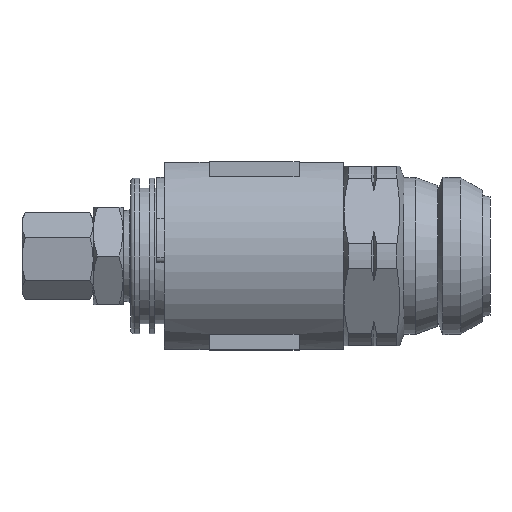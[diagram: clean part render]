
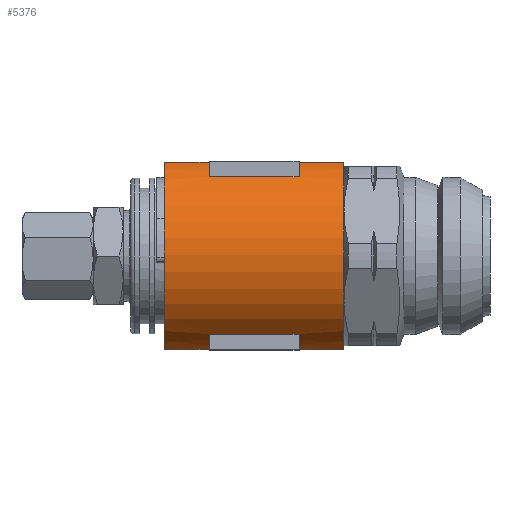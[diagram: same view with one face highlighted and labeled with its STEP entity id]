
A CAD part, left-side view. The second image highlights one B-rep face of the part: STEP entity #5376.
In plain terms, the highlighted cylindrical face has radius 13.5 mm (diameter 27 mm), a partial arc.
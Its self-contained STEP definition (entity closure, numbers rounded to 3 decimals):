
#345 = EDGE_CURVE ( 'NONE', #2097, #2061, #1961, .T. ) ;
#348 = EDGE_CURVE ( 'NONE', #2099, #2097, #5958, .T. ) ;
#351 = EDGE_CURVE ( 'NONE', #2101, #2099, #5964, .T. ) ;
#355 = EDGE_CURVE ( 'NONE', #2103, #2101, #5971, .T. ) ;
#357 = EDGE_CURVE ( 'NONE', #1896, #2103, #5973, .T. ) ;
#365 = EDGE_CURVE ( 'NONE', #2105, #2102, #5978, .T. ) ;
#457 = FACE_OUTER_BOUND ( 'NONE', #2666, .T. ) ;
#465 = CYLINDRICAL_SURFACE ( 'NONE', #5719, 13.5 ) ;
#613 = EDGE_CURVE ( 'NONE', #1897, #1896, #6053, .T. ) ;
#789 = CARTESIAN_POINT ( 'NONE',  ( -5.004, 43.5, 12.538 ) ) ;
#790 = CARTESIAN_POINT ( 'NONE',  ( -5.196, 43.5, -12.46 ) ) ;
#835 = CARTESIAN_POINT ( 'NONE',  ( -5.004, 19.5, 12.538 ) ) ;
#837 = CARTESIAN_POINT ( 'NONE',  ( -5.196, 19.5, -12.46 ) ) ;
#861 = CARTESIAN_POINT ( 'NONE',  ( -5.004, 25.5, 12.538 ) ) ;
#869 = CARTESIAN_POINT ( 'NONE',  ( -5.196, 37.5, -12.46 ) ) ;
#873 = CARTESIAN_POINT ( 'NONE',  ( -8.419, 25.5, 10.553 ) ) ;
#875 = CARTESIAN_POINT ( 'NONE',  ( -8.419, 37.5, 10.553 ) ) ;
#877 = CARTESIAN_POINT ( 'NONE',  ( -8.58, 25.5, -10.422 ) ) ;
#879 = CARTESIAN_POINT ( 'NONE',  ( -5.004, 37.5, 12.538 ) ) ;
#881 = CARTESIAN_POINT ( 'NONE',  ( -5.196, 25.5, -12.46 ) ) ;
#895 = CARTESIAN_POINT ( 'NONE',  ( -8.58, 37.5, -10.422 ) ) ;
#1160 = DIRECTION ( 'NONE',  ( 0., 1., 0. ) ) ;
#1162 = CARTESIAN_POINT ( 'NONE',  ( -5.196, 47.5, -12.46 ) ) ;
#1169 = CARTESIAN_POINT ( 'NONE',  ( 0., 37.5, 0. ) ) ;
#1170 = DIRECTION ( 'NONE',  ( 0., -1., 0. ) ) ;
#1171 = DIRECTION ( 'NONE',  ( 0.008, 0., 1. ) ) ;
#1172 = CARTESIAN_POINT ( 'NONE',  ( -8.58, 47.5, -10.422 ) ) ;
#1173 = DIRECTION ( 'NONE',  ( 0., 1., 0. ) ) ;
#1174 = CARTESIAN_POINT ( 'NONE',  ( -5.196, 47.5, -12.46 ) ) ;
#1175 = DIRECTION ( 'NONE',  ( 0., 1., 0. ) ) ;
#1655 = CARTESIAN_POINT ( 'NONE',  ( 0., 43.5, 0. ) ) ;
#1656 = DIRECTION ( 'NONE',  ( 0., 1., 0. ) ) ;
#1657 = DIRECTION ( 'NONE',  ( -1., 0., 0.008 ) ) ;
#1896 = VERTEX_POINT ( 'NONE', #789 ) ;
#1897 = VERTEX_POINT ( 'NONE', #790 ) ;
#1961 = LINE ( 'NONE', #6604, #3217 ) ;
#1964 = DIRECTION ( 'NONE',  ( -0.008, 0., -1. ) ) ;
#1965 = DIRECTION ( 'NONE',  ( 0., 1., 0. ) ) ;
#1967 = CARTESIAN_POINT ( 'NONE',  ( 0., 25.5, 0. ) ) ;
#2061 = VERTEX_POINT ( 'NONE', #835 ) ;
#2063 = VERTEX_POINT ( 'NONE', #837 ) ;
#2097 = VERTEX_POINT ( 'NONE', #861 ) ;
#2099 = VERTEX_POINT ( 'NONE', #873 ) ;
#2101 = VERTEX_POINT ( 'NONE', #875 ) ;
#2102 = VERTEX_POINT ( 'NONE', #877 ) ;
#2103 = VERTEX_POINT ( 'NONE', #879 ) ;
#2104 = VERTEX_POINT ( 'NONE', #869 ) ;
#2105 = VERTEX_POINT ( 'NONE', #881 ) ;
#2112 = VERTEX_POINT ( 'NONE', #895 ) ;
#2512 = AXIS2_PLACEMENT_3D ( 'NONE', #6593, #6591, #6590 ) ;
#2513 = AXIS2_PLACEMENT_3D ( 'NONE', #6572, #6571, #6570 ) ;
#2514 = AXIS2_PLACEMENT_3D ( 'NONE', #1967, #1965, #1964 ) ;
#2533 = AXIS2_PLACEMENT_3D ( 'NONE', #1655, #1656, #1657 ) ;
#2666 = EDGE_LOOP ( 'NONE', ( #3311, #3315, #3301, #3302, #3307, #3313, #3294, #3314, #3299, #3305, #3300, #3297 ) ) ;
#3217 = VECTOR ( 'NONE', #6603, 1000. ) ;
#3294 = ORIENTED_EDGE ( 'NONE', *, *, #6307, .F. ) ;
#3297 = ORIENTED_EDGE ( 'NONE', *, *, #357, .F. ) ;
#3299 = ORIENTED_EDGE ( 'NONE', *, *, #348, .F. ) ;
#3300 = ORIENTED_EDGE ( 'NONE', *, *, #355, .F. ) ;
#3301 = ORIENTED_EDGE ( 'NONE', *, *, #4984, .F. ) ;
#3302 = ORIENTED_EDGE ( 'NONE', *, *, #4986, .F. ) ;
#3305 = ORIENTED_EDGE ( 'NONE', *, *, #351, .F. ) ;
#3307 = ORIENTED_EDGE ( 'NONE', *, *, #365, .F. ) ;
#3311 = ORIENTED_EDGE ( 'NONE', *, *, #613, .F. ) ;
#3313 = ORIENTED_EDGE ( 'NONE', *, *, #4987, .F. ) ;
#3314 = ORIENTED_EDGE ( 'NONE', *, *, #345, .F. ) ;
#3315 = ORIENTED_EDGE ( 'NONE', *, *, #4981, .F. ) ;
#3588 = AXIS2_PLACEMENT_3D ( 'NONE', #6764, #6765, #6766 ) ;
#4665 = DIRECTION ( 'NONE',  ( 0., 1., 0. ) ) ;
#4676 = CARTESIAN_POINT ( 'NONE',  ( 0., 47.5, 0. ) ) ;
#4684 = DIRECTION ( 'NONE',  ( 0.008, 0., 1. ) ) ;
#4981 = EDGE_CURVE ( 'NONE', #2104, #1897, #8487, .T. ) ;
#4984 = EDGE_CURVE ( 'NONE', #2112, #2104, #8491, .T. ) ;
#4986 = EDGE_CURVE ( 'NONE', #2102, #2112, #8498, .T. ) ;
#4987 = EDGE_CURVE ( 'NONE', #2063, #2105, #8500, .T. ) ;
#5376 = ADVANCED_FACE ( 'NONE', ( #457 ), #465, .T. ) ;
#5719 = AXIS2_PLACEMENT_3D ( 'NONE', #4676, #4665, #4684 ) ;
#5958 = CIRCLE ( 'NONE', #2512, 13.5 ) ;
#5964 = LINE ( 'NONE', #6587, #5968 ) ;
#5968 = VECTOR ( 'NONE', #6586, 1000. ) ;
#5971 = CIRCLE ( 'NONE', #2513, 13.5 ) ;
#5973 = LINE ( 'NONE', #6581, #5975 ) ;
#5975 = VECTOR ( 'NONE', #6589, 1000. ) ;
#5978 = CIRCLE ( 'NONE', #2514, 13.5 ) ;
#6053 = CIRCLE ( 'NONE', #2533, 13.5 ) ;
#6307 = EDGE_CURVE ( 'NONE', #2061, #2063, #8005, .T. ) ;
#6524 = AXIS2_PLACEMENT_3D ( 'NONE', #1169, #1170, #1171 ) ;
#6570 = DIRECTION ( 'NONE',  ( 0.008, 0., 1. ) ) ;
#6571 = DIRECTION ( 'NONE',  ( 0., -1., 0. ) ) ;
#6572 = CARTESIAN_POINT ( 'NONE',  ( 0., 37.5, 0. ) ) ;
#6581 = CARTESIAN_POINT ( 'NONE',  ( -5.004, 47.5, 12.538 ) ) ;
#6586 = DIRECTION ( 'NONE',  ( 0., -1., 0. ) ) ;
#6587 = CARTESIAN_POINT ( 'NONE',  ( -8.419, 47.5, 10.553 ) ) ;
#6589 = DIRECTION ( 'NONE',  ( 0., -1., 0. ) ) ;
#6590 = DIRECTION ( 'NONE',  ( -0.008, 0., -1. ) ) ;
#6591 = DIRECTION ( 'NONE',  ( 0., 1., 0. ) ) ;
#6593 = CARTESIAN_POINT ( 'NONE',  ( 0., 25.5, 0. ) ) ;
#6603 = DIRECTION ( 'NONE',  ( 0., -1., 0. ) ) ;
#6604 = CARTESIAN_POINT ( 'NONE',  ( -5.004, 47.5, 12.538 ) ) ;
#6764 = CARTESIAN_POINT ( 'NONE',  ( 0., 19.5, 0. ) ) ;
#6765 = DIRECTION ( 'NONE',  ( 0., -1., 0. ) ) ;
#6766 = DIRECTION ( 'NONE',  ( 0.008, 0., 1. ) ) ;
#8005 = CIRCLE ( 'NONE', #3588, 13.5 ) ;
#8487 = LINE ( 'NONE', #1162, #8492 ) ;
#8491 = CIRCLE ( 'NONE', #6524, 13.5 ) ;
#8492 = VECTOR ( 'NONE', #1160, 1000. ) ;
#8498 = LINE ( 'NONE', #1172, #8501 ) ;
#8500 = LINE ( 'NONE', #1174, #8503 ) ;
#8501 = VECTOR ( 'NONE', #1173, 1000. ) ;
#8503 = VECTOR ( 'NONE', #1175, 1000. ) ;
